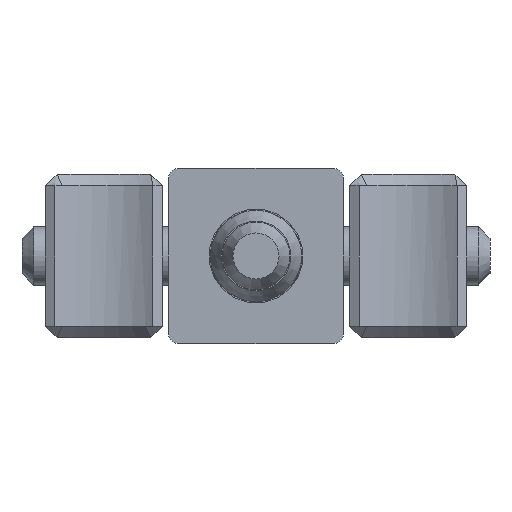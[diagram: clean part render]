
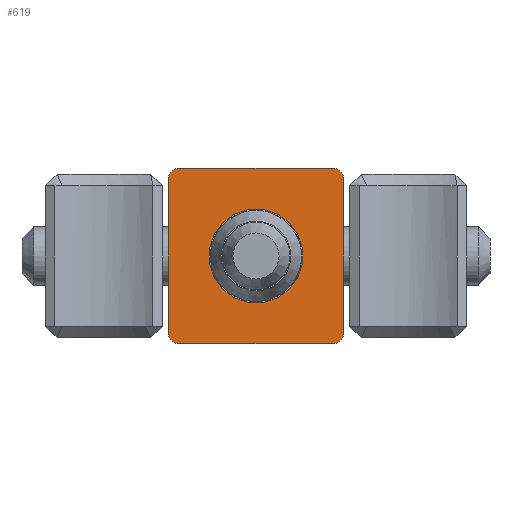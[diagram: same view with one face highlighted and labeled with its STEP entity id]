
A CAD part, left-side view. The second image highlights one B-rep face of the part: STEP entity #619.
In plain terms, the highlighted planar face has unit normal (-1, 0, 0).
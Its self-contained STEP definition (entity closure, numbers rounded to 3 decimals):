
#73 = VERTEX_POINT('',#74);
#74 = CARTESIAN_POINT('',(-60.,-6.5,7.5));
#80 = EDGE_CURVE('',#73,#81,#83,.T.);
#81 = VERTEX_POINT('',#82);
#82 = CARTESIAN_POINT('',(-60.,-7.5,6.5));
#83 = CIRCLE('',#84,1.);
#84 = AXIS2_PLACEMENT_3D('',#85,#86,#87);
#85 = CARTESIAN_POINT('',(-60.,-6.5,6.5));
#86 = DIRECTION('',(1.,0.,0.));
#87 = DIRECTION('',(0.,1.,0.));
#113 = EDGE_CURVE('',#73,#114,#116,.T.);
#114 = VERTEX_POINT('',#115);
#115 = CARTESIAN_POINT('',(-60.,6.5,7.5));
#116 = LINE('',#117,#118);
#117 = CARTESIAN_POINT('',(-60.,-6.5,7.5));
#118 = VECTOR('',#119,1.);
#119 = DIRECTION('',(0.,1.,0.));
#162 = VERTEX_POINT('',#163);
#163 = CARTESIAN_POINT('',(-60.,-7.5,-6.5));
#169 = EDGE_CURVE('',#162,#81,#170,.T.);
#170 = LINE('',#171,#172);
#171 = CARTESIAN_POINT('',(-60.,-7.5,-6.5));
#172 = VECTOR('',#173,1.);
#173 = DIRECTION('',(0.,0.,1.));
#619 = ADVANCED_FACE('',(#620,#666),#677,.F.);
#620 = FACE_BOUND('',#621,.F.);
#621 = EDGE_LOOP('',(#622,#623,#624,#633,#641,#650,#658,#665));
#622 = ORIENTED_EDGE('',*,*,#80,.T.);
#623 = ORIENTED_EDGE('',*,*,#169,.F.);
#624 = ORIENTED_EDGE('',*,*,#625,.T.);
#625 = EDGE_CURVE('',#162,#626,#628,.T.);
#626 = VERTEX_POINT('',#627);
#627 = CARTESIAN_POINT('',(-60.,-6.5,-7.5));
#628 = CIRCLE('',#629,1.);
#629 = AXIS2_PLACEMENT_3D('',#630,#631,#632);
#630 = CARTESIAN_POINT('',(-60.,-6.5,-6.5));
#631 = DIRECTION('',(1.,0.,0.));
#632 = DIRECTION('',(0.,1.,0.));
#633 = ORIENTED_EDGE('',*,*,#634,.F.);
#634 = EDGE_CURVE('',#635,#626,#637,.T.);
#635 = VERTEX_POINT('',#636);
#636 = CARTESIAN_POINT('',(-60.,6.5,-7.5));
#637 = LINE('',#638,#639);
#638 = CARTESIAN_POINT('',(-60.,6.5,-7.5));
#639 = VECTOR('',#640,1.);
#640 = DIRECTION('',(0.,-1.,0.));
#641 = ORIENTED_EDGE('',*,*,#642,.T.);
#642 = EDGE_CURVE('',#635,#643,#645,.T.);
#643 = VERTEX_POINT('',#644);
#644 = CARTESIAN_POINT('',(-60.,7.5,-6.5));
#645 = CIRCLE('',#646,1.);
#646 = AXIS2_PLACEMENT_3D('',#647,#648,#649);
#647 = CARTESIAN_POINT('',(-60.,6.5,-6.5));
#648 = DIRECTION('',(1.,0.,0.));
#649 = DIRECTION('',(0.,1.,0.));
#650 = ORIENTED_EDGE('',*,*,#651,.F.);
#651 = EDGE_CURVE('',#652,#643,#654,.T.);
#652 = VERTEX_POINT('',#653);
#653 = CARTESIAN_POINT('',(-60.,7.5,6.5));
#654 = LINE('',#655,#656);
#655 = CARTESIAN_POINT('',(-60.,7.5,6.5));
#656 = VECTOR('',#657,1.);
#657 = DIRECTION('',(0.,0.,-1.));
#658 = ORIENTED_EDGE('',*,*,#659,.T.);
#659 = EDGE_CURVE('',#652,#114,#660,.T.);
#660 = CIRCLE('',#661,1.);
#661 = AXIS2_PLACEMENT_3D('',#662,#663,#664);
#662 = CARTESIAN_POINT('',(-60.,6.5,6.5));
#663 = DIRECTION('',(1.,0.,0.));
#664 = DIRECTION('',(0.,1.,0.));
#665 = ORIENTED_EDGE('',*,*,#113,.F.);
#666 = FACE_BOUND('',#667,.F.);
#667 = EDGE_LOOP('',(#668));
#668 = ORIENTED_EDGE('',*,*,#669,.T.);
#669 = EDGE_CURVE('',#670,#670,#672,.T.);
#670 = VERTEX_POINT('',#671);
#671 = CARTESIAN_POINT('',(-60.,-4.,0.));
#672 = CIRCLE('',#673,4.);
#673 = AXIS2_PLACEMENT_3D('',#674,#675,#676);
#674 = CARTESIAN_POINT('',(-60.,0.,0.));
#675 = DIRECTION('',(-1.,0.,0.));
#676 = DIRECTION('',(0.,-1.,0.));
#677 = PLANE('',#678);
#678 = AXIS2_PLACEMENT_3D('',#679,#680,#681);
#679 = CARTESIAN_POINT('',(-60.,0.,0.));
#680 = DIRECTION('',(1.,0.,0.));
#681 = DIRECTION('',(0.,0.,1.));
